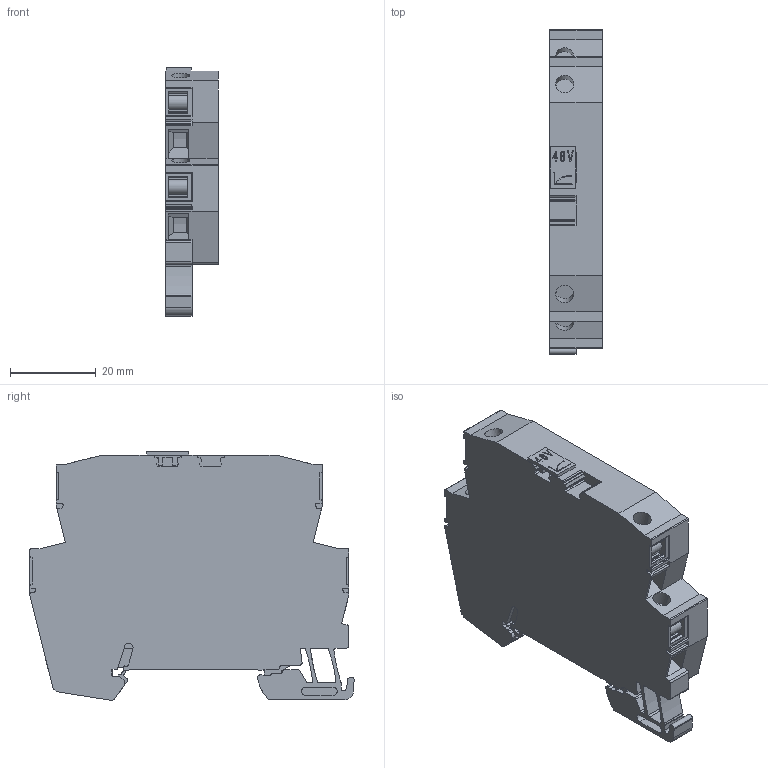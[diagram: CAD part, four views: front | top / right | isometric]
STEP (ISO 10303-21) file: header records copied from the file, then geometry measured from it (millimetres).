
FILE_DESCRIPTION(('CATIA V5R24 STEP','CAx-IF Rec.Pracs.--- Model Styling and Organization---1.2---2011-12-15'),'2;1');
FILE_NAME ('9491160_4_1063820000_S3D_VSSC4_CL_FG_48VAC-DC_EX.stp','2017-11-13T13:36:01+00:00',('none'),('Weidmueller'),'CATIA Version 5-6 Release 2014 SP4','CATIA V5 STEP AP214','none');
FILE_SCHEMA(('AUTOMOTIVE_DESIGN { 1 0 10303 214 1 1 1 1 }'));
Length unit declared in the file: millimetre
Products named in the file (1): 1063820000
Bounding box: 12.2 x 75.7 x 58.04 mm (x, y, z)
Volume: 27192.5 mm3; surface area: 17681.1 mm2
Topology: 8 solids, 8 shells, 709 faces, 2028 edges, 1354 vertices
Faces by surface type: plane 470, cylinder 223, extrusion 16
Entity records: 23470 total; most frequent: CARTESIAN_POINT 4685, ORIENTED_EDGE 4056, DIRECTION 3154, EDGE_CURVE 2028, VECTOR 1544, LINE 1528, VERTEX_POINT 1354, AXIS2_PLACEMENT_3D 1023
